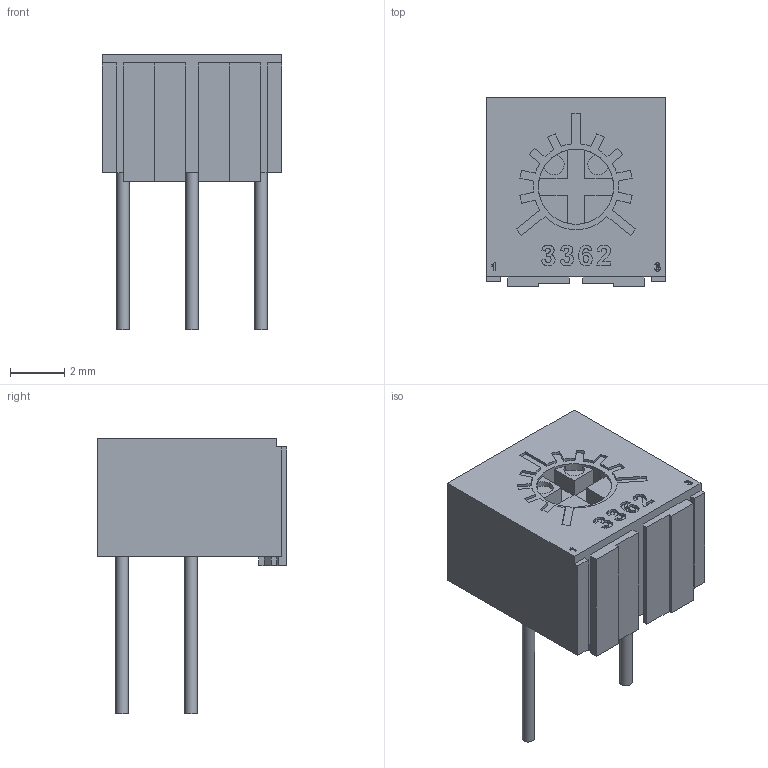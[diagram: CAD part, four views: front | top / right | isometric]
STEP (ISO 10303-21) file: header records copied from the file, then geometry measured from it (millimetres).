
FILE_DESCRIPTION(/* description */ (''),/* implementation_level */ '2;1');
FILE_NAME(/* name */ '3362P-1-103lf.step',/* time_stamp */ '2024-11-03T20:27:49+09:00',/* author */ (''),/* organization */ (''),/* preprocessor_version */ 'ST-DEVELOPER v20',/* originating_system */ 'Autodesk Translation Framework v13.20.0.188',/* authorisation */ '');
FILE_SCHEMA (('AUTOMOTIVE_DESIGN { 1 0 10303 214 3 1 1 }'));
Length unit declared in the file: millimetre
Products named in the file (1): 3362P-1-103lf
Bounding box: 6.6 x 6.99 x 10.16 mm (x, y, z)
Volume: 197.4 mm3; surface area: 259.1 mm2
Topology: 1 solids, 1 shells, 252 faces, 712 edges, 474 vertices
Faces by surface type: bspline 118, plane 117, cylinder 17
Full cylindrical faces by diameter (mm): 0.46 x3, 2.769 x1
Entity records: 9284 total; most frequent: CARTESIAN_POINT 3445, ORIENTED_EDGE 1424, DIRECTION 792, EDGE_CURVE 712, VERTEX_POINT 474, LINE 430, VECTOR 430, EDGE_LOOP 264
